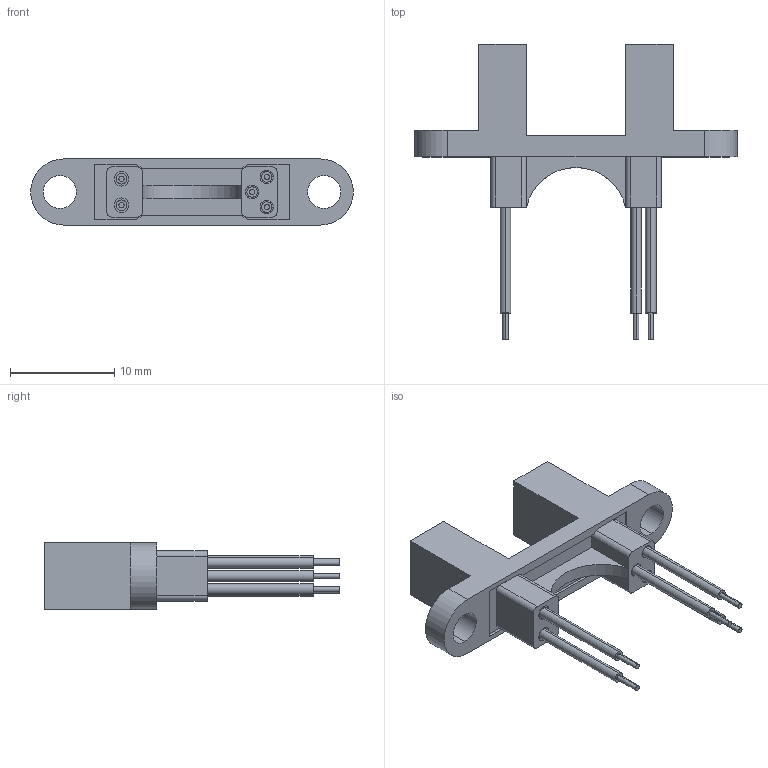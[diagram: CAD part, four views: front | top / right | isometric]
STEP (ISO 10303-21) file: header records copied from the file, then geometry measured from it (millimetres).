
FILE_DESCRIPTION (( 'STEP AP214' ), '1' );
FILE_NAME ('OPB910W55Z.STEP', '2014-08-14T14:54:54', ( 'optek' ), ( '' ), 'SwSTEP 2.0', 'SolidWorks 2013', '' );
FILE_SCHEMA (( 'AUTOMOTIVE_DESIGN' ));
Length unit declared in the file: inch
Products named in the file (1): OPB910W55Z
Bounding box: 30.99 x 28.32 x 6.35 mm (x, y, z)
Volume: 1099.2 mm3; surface area: 1321.5 mm2
Topology: 1 solids, 1 shells, 132 faces, 326 edges, 216 vertices
Faces by surface type: plane 71, cylinder 47, bspline 14
Entity records: 5552 total; most frequent: CARTESIAN_POINT 1585, ORIENTED_EDGE 652, DIRECTION 630, EDGE_CURVE 326, VERTEX_POINT 216, AXIS2_PLACEMENT_3D 213, VECTOR 204, LINE 204
